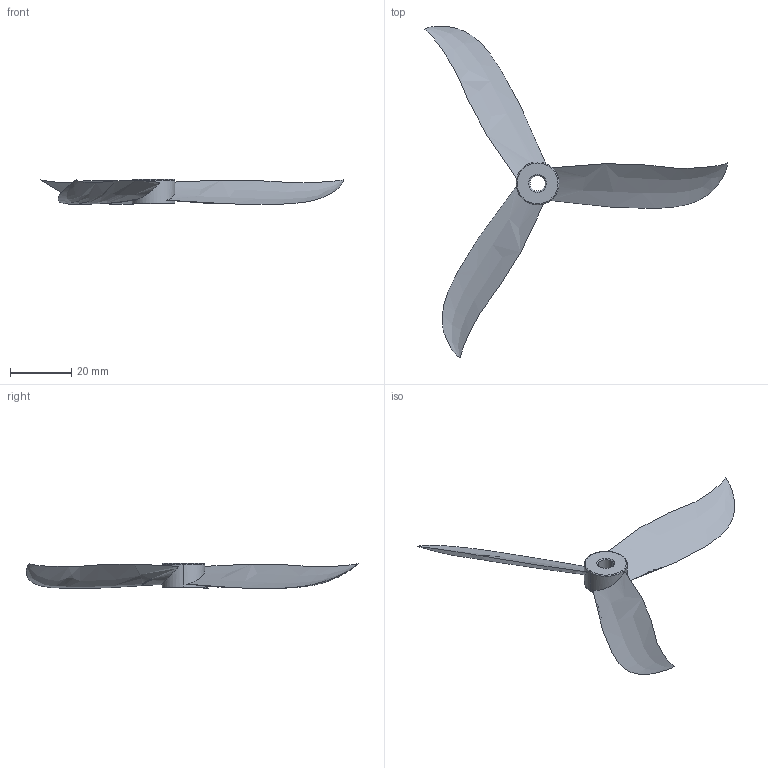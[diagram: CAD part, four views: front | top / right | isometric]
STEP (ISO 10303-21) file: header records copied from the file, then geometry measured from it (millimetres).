
FILE_DESCRIPTION (( 'STEP AP214' ), '1' );
FILE_NAME ('Prop1.STEP', '2022-09-15T00:24:05', ( '' ), ( '' ), 'SwSTEP 2.0', 'SolidWorks 2019', '' );
FILE_SCHEMA (( 'AUTOMOTIVE_DESIGN' ));
Length unit declared in the file: millimetre
Products named in the file (1): Prop1
Bounding box: 98.85 x 108.54 x 8.18 mm (x, y, z)
Volume: 3127 mm3; surface area: 5519.2 mm2
Topology: 1 solids, 1 shells, 293 faces, 790 edges, 524 vertices
Faces by surface type: bspline 189, plane 92, cone 4, torus 4, cylinder 4
Entity records: 16392 total; most frequent: CARTESIAN_POINT 7316, ORIENTED_EDGE 1580, EDGE_CURVE 790, VERTEX_POINT 524, DIRECTION 518, B_SPLINE_CURVE_WITH_KNOTS 508, EDGE_LOOP 320, UNCERTAINTY_MEASURE_WITH_UNIT 296
